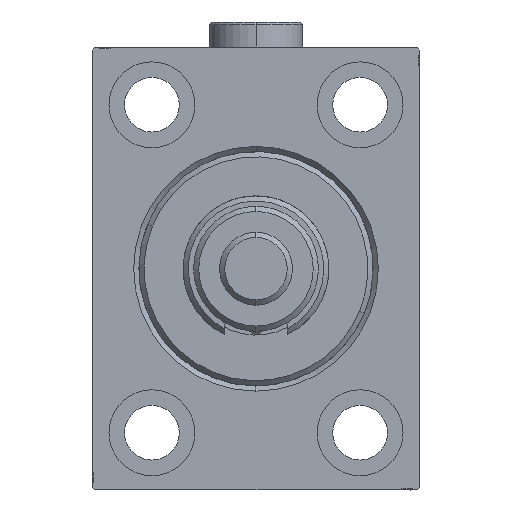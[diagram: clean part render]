
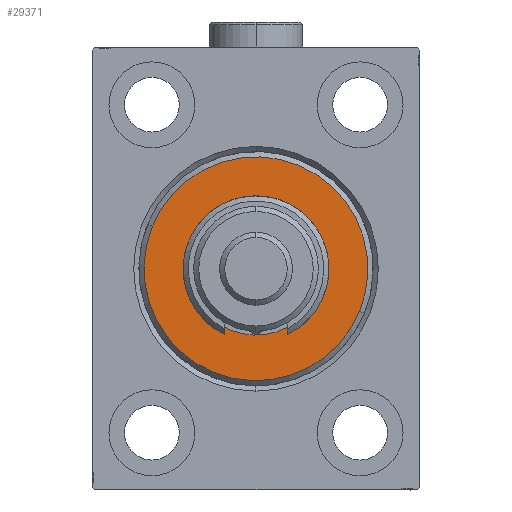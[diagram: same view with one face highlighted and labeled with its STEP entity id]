
A CAD part, left-side view. The second image highlights one B-rep face of the part: STEP entity #29371.
In plain terms, the highlighted face is planar.
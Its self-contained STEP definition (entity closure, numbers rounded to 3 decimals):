
#724 = AXIS2_PLACEMENT_3D ( 'NONE', #1007, #44985, #22609 ) ;
#817 = CARTESIAN_POINT ( 'NONE',  ( 3., 0., 0. ) ) ;
#1007 = CARTESIAN_POINT ( 'NONE',  ( 3., 0., 0. ) ) ;
#1100 = CIRCLE ( 'NONE', #39909, 21.5 ) ;
#1451 = VERTEX_POINT ( 'NONE', #22296 ) ;
#1543 = DIRECTION ( 'NONE',  ( 0., 0., -1. ) ) ;
#3343 = CIRCLE ( 'NONE', #37484, 12.75 ) ;
#3693 = FACE_BOUND ( 'NONE', #4051, .T. ) ;
#4051 = EDGE_LOOP ( 'NONE', ( #33060, #21389 ) ) ;
#5289 = DIRECTION ( 'NONE',  ( -1., 0., 0. ) ) ;
#5405 = VERTEX_POINT ( 'NONE', #10034 ) ;
#5513 = DIRECTION ( 'NONE',  ( 0., 0., -1. ) ) ;
#7134 = EDGE_CURVE ( 'NONE', #17403, #21570, #12687, .T. ) ;
#8290 = EDGE_LOOP ( 'NONE', ( #43949, #27978 ) ) ;
#8919 = CARTESIAN_POINT ( 'NONE',  ( 3., 0., 0. ) ) ;
#10034 = CARTESIAN_POINT ( 'NONE',  ( 3., 0., 21.5 ) ) ;
#11449 = PLANE ( 'NONE',  #724 ) ;
#12687 = CIRCLE ( 'NONE', #16566, 12.75 ) ;
#13264 = AXIS2_PLACEMENT_3D ( 'NONE', #31978, #32451, #5513 ) ;
#15467 = DIRECTION ( 'NONE',  ( 0., 0., -1. ) ) ;
#15558 = CIRCLE ( 'NONE', #13264, 21.5 ) ;
#16566 = AXIS2_PLACEMENT_3D ( 'NONE', #817, #34802, #1543 ) ;
#17403 = VERTEX_POINT ( 'NONE', #20299 ) ;
#20299 = CARTESIAN_POINT ( 'NONE',  ( 3., 0., 12.75 ) ) ;
#21389 = ORIENTED_EDGE ( 'NONE', *, *, #45910, .T. ) ;
#21570 = VERTEX_POINT ( 'NONE', #26033 ) ;
#22296 = CARTESIAN_POINT ( 'NONE',  ( 3., 0., -21.5 ) ) ;
#22609 = DIRECTION ( 'NONE',  ( 0., 0., -1. ) ) ;
#22998 = CARTESIAN_POINT ( 'NONE',  ( 3., 0., 0. ) ) ;
#23477 = DIRECTION ( 'NONE',  ( 0., 0., -1. ) ) ;
#23733 = DIRECTION ( 'NONE',  ( 1., 0., 0. ) ) ;
#26033 = CARTESIAN_POINT ( 'NONE',  ( 3., 0., -12.75 ) ) ;
#27978 = ORIENTED_EDGE ( 'NONE', *, *, #47803, .T. ) ;
#29371 = ADVANCED_FACE ( 'NONE', ( #36953, #3693 ), #11449, .T. ) ;
#31978 = CARTESIAN_POINT ( 'NONE',  ( 3., 0., 0. ) ) ;
#32451 = DIRECTION ( 'NONE',  ( 1., 0., 0. ) ) ;
#33060 = ORIENTED_EDGE ( 'NONE', *, *, #7134, .T. ) ;
#34802 = DIRECTION ( 'NONE',  ( -1., 0., 0. ) ) ;
#36953 = FACE_OUTER_BOUND ( 'NONE', #8290, .T. ) ;
#37421 = EDGE_CURVE ( 'NONE', #5405, #1451, #15558, .T. ) ;
#37484 = AXIS2_PLACEMENT_3D ( 'NONE', #22998, #5289, #23477 ) ;
#39909 = AXIS2_PLACEMENT_3D ( 'NONE', #8919, #23733, #15467 ) ;
#43949 = ORIENTED_EDGE ( 'NONE', *, *, #37421, .T. ) ;
#44985 = DIRECTION ( 'NONE',  ( 1., 0., 0. ) ) ;
#45910 = EDGE_CURVE ( 'NONE', #21570, #17403, #3343, .T. ) ;
#47803 = EDGE_CURVE ( 'NONE', #1451, #5405, #1100, .T. ) ;
